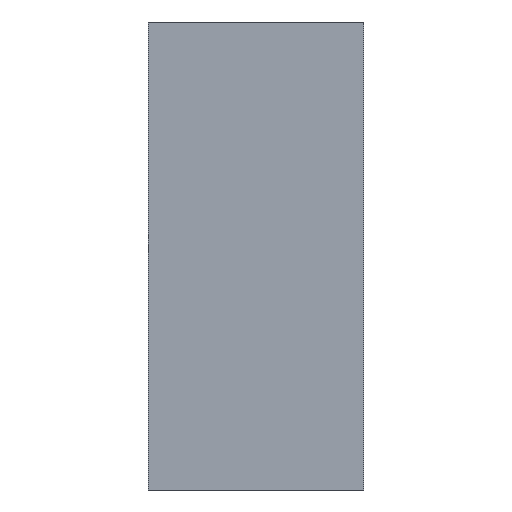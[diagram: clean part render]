
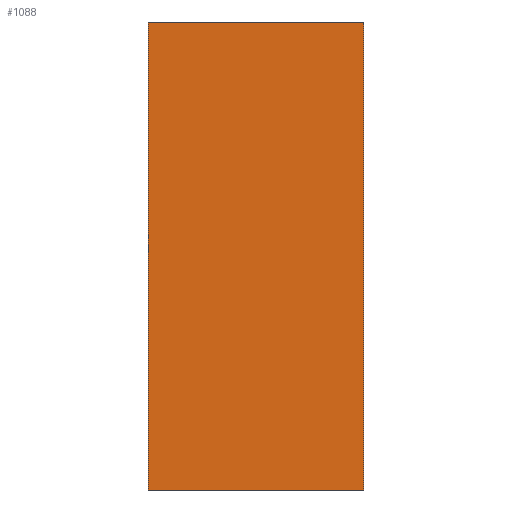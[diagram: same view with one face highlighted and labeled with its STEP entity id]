
A CAD part, left-side view. The second image highlights one B-rep face of the part: STEP entity #1088.
In plain terms, the highlighted planar face has unit normal (-1, 0, 0).
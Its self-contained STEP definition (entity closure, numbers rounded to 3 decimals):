
#101 = VERTEX_POINT ( 'NONE', #988 ) ;
#204 = DIRECTION ( 'NONE',  ( 0., 0., -1. ) ) ;
#238 = EDGE_CURVE ( 'NONE', #520, #625, #284, .T. ) ;
#284 = LINE ( 'NONE', #1416, #1124 ) ;
#289 = EDGE_CURVE ( 'NONE', #101, #520, #427, .T. ) ;
#340 = VERTEX_POINT ( 'NONE', #1051 ) ;
#364 = ORIENTED_EDGE ( 'NONE', *, *, #1281, .F. ) ;
#423 = ORIENTED_EDGE ( 'NONE', *, *, #289, .F. ) ;
#427 = LINE ( 'NONE', #1304, #864 ) ;
#520 = VERTEX_POINT ( 'NONE', #769 ) ;
#564 = CARTESIAN_POINT ( 'NONE',  ( 0., 0., -0.999 ) ) ;
#569 = ORIENTED_EDGE ( 'NONE', *, *, #238, .F. ) ;
#625 = VERTEX_POINT ( 'NONE', #564 ) ;
#665 = VECTOR ( 'NONE', #1000, 1000. ) ;
#685 = DIRECTION ( 'NONE',  ( 0., 0., -1. ) ) ;
#764 = PLANE ( 'NONE',  #793 ) ;
#769 = CARTESIAN_POINT ( 'NONE',  ( 0., 0., 0. ) ) ;
#793 = AXIS2_PLACEMENT_3D ( 'NONE', #1514, #1143, #1399 ) ;
#864 = VECTOR ( 'NONE', #1179, 1000. ) ;
#906 = LINE ( 'NONE', #1257, #665 ) ;
#956 = LINE ( 'NONE', #1322, #1289 ) ;
#988 = CARTESIAN_POINT ( 'NONE',  ( 0., 0.46, 0. ) ) ;
#1000 = DIRECTION ( 'NONE',  ( 0., 1., 0. ) ) ;
#1051 = CARTESIAN_POINT ( 'NONE',  ( 0., 0.46, -0.999 ) ) ;
#1088 = ADVANCED_FACE ( 'NONE', ( #1161 ), #764, .F. ) ;
#1124 = VECTOR ( 'NONE', #685, 1000. ) ;
#1143 = DIRECTION ( 'NONE',  ( 1., 0., 0. ) ) ;
#1161 = FACE_OUTER_BOUND ( 'NONE', #1290, .T. ) ;
#1179 = DIRECTION ( 'NONE',  ( 0., -1., 0. ) ) ;
#1251 = ORIENTED_EDGE ( 'NONE', *, *, #1358, .T. ) ;
#1257 = CARTESIAN_POINT ( 'NONE',  ( 0., 0.46, -0.999 ) ) ;
#1281 = EDGE_CURVE ( 'NONE', #625, #340, #906, .T. ) ;
#1289 = VECTOR ( 'NONE', #204, 1000. ) ;
#1290 = EDGE_LOOP ( 'NONE', ( #423, #1251, #364, #569 ) ) ;
#1304 = CARTESIAN_POINT ( 'NONE',  ( 0., 0.46, 0. ) ) ;
#1322 = CARTESIAN_POINT ( 'NONE',  ( 0., 0.46, 0. ) ) ;
#1358 = EDGE_CURVE ( 'NONE', #101, #340, #956, .T. ) ;
#1399 = DIRECTION ( 'NONE',  ( 0., 0., -1. ) ) ;
#1416 = CARTESIAN_POINT ( 'NONE',  ( 0., 0., 0. ) ) ;
#1514 = CARTESIAN_POINT ( 'NONE',  ( 0., 0.46, 0. ) ) ;
